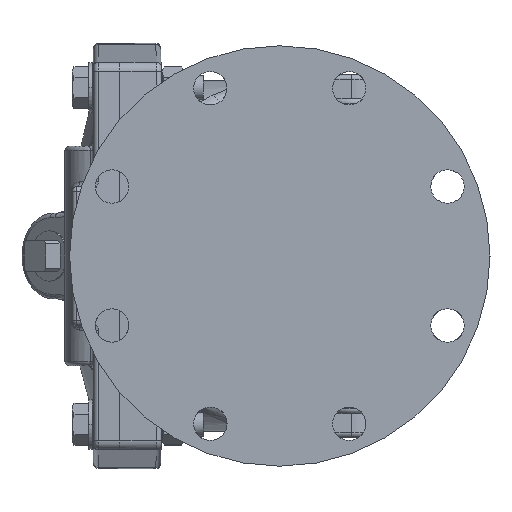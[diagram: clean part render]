
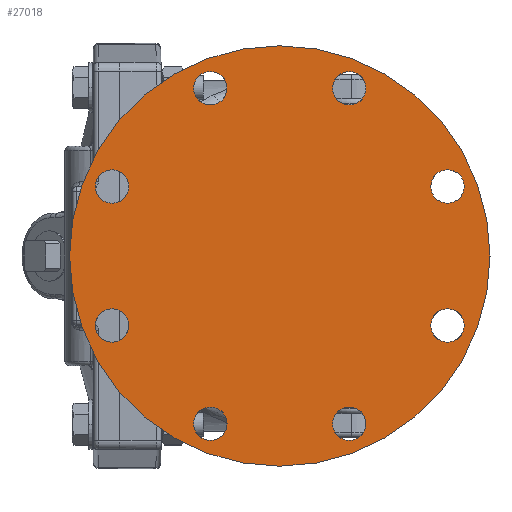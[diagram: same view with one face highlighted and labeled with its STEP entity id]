
A CAD part, left-side view. The second image highlights one B-rep face of the part: STEP entity #27018.
In plain terms, the highlighted planar face has unit normal (-1, 0, 0).
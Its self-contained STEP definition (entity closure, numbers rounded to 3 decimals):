
#1332=CARTESIAN_POINT('',(-7.,1.818,-4.388));
#1333=DIRECTION('',(-1.,0.,0.));
#1334=DIRECTION('',(0.,0.,1.));
#1335=AXIS2_PLACEMENT_3D('',#1332,#1333,#1334);
#1337=CARTESIAN_POINT('',(-7.,1.818,-4.388));
#1338=DIRECTION('',(-1.,0.,0.));
#1339=DIRECTION('',(0.,0.,-1.));
#1340=AXIS2_PLACEMENT_3D('',#1337,#1338,#1339);
#1342=CARTESIAN_POINT('',(-7.,-1.818,-4.388));
#1343=DIRECTION('',(-1.,0.,0.));
#1344=DIRECTION('',(0.,0.707,0.707));
#1345=AXIS2_PLACEMENT_3D('',#1342,#1343,#1344);
#1347=CARTESIAN_POINT('',(-7.,-1.818,-4.388));
#1348=DIRECTION('',(-1.,0.,0.));
#1349=DIRECTION('',(0.,-0.707,-0.707));
#1350=AXIS2_PLACEMENT_3D('',#1347,#1348,#1349);
#1352=CARTESIAN_POINT('',(-7.,-4.388,-1.818));
#1353=DIRECTION('',(-1.,0.,0.));
#1354=DIRECTION('',(0.,1.,0.));
#1355=AXIS2_PLACEMENT_3D('',#1352,#1353,#1354);
#1357=CARTESIAN_POINT('',(-7.,-4.388,-1.818));
#1358=DIRECTION('',(-1.,0.,0.));
#1359=DIRECTION('',(0.,-1.,0.));
#1360=AXIS2_PLACEMENT_3D('',#1357,#1358,#1359);
#1362=CARTESIAN_POINT('',(-7.,-4.388,1.818));
#1363=DIRECTION('',(-1.,0.,0.));
#1364=DIRECTION('',(0.,0.707,-0.707));
#1365=AXIS2_PLACEMENT_3D('',#1362,#1363,#1364);
#1367=CARTESIAN_POINT('',(-7.,-4.388,1.818));
#1368=DIRECTION('',(-1.,0.,0.));
#1369=DIRECTION('',(0.,-0.707,0.707));
#1370=AXIS2_PLACEMENT_3D('',#1367,#1368,#1369);
#1372=CARTESIAN_POINT('',(-7.,-1.818,4.388));
#1373=DIRECTION('',(-1.,0.,0.));
#1374=DIRECTION('',(0.,0.,-1.));
#1375=AXIS2_PLACEMENT_3D('',#1372,#1373,#1374);
#1377=CARTESIAN_POINT('',(-7.,-1.818,4.388));
#1378=DIRECTION('',(-1.,0.,0.));
#1379=DIRECTION('',(0.,0.,1.));
#1380=AXIS2_PLACEMENT_3D('',#1377,#1378,#1379);
#1382=CARTESIAN_POINT('',(-7.,1.818,4.388));
#1383=DIRECTION('',(-1.,0.,0.));
#1384=DIRECTION('',(0.,-0.707,-0.707));
#1385=AXIS2_PLACEMENT_3D('',#1382,#1383,#1384);
#1387=CARTESIAN_POINT('',(-7.,1.818,4.388));
#1388=DIRECTION('',(-1.,0.,0.));
#1389=DIRECTION('',(0.,0.707,0.707));
#1390=AXIS2_PLACEMENT_3D('',#1387,#1388,#1389);
#1392=CARTESIAN_POINT('',(-7.,4.388,1.818));
#1393=DIRECTION('',(-1.,0.,0.));
#1394=DIRECTION('',(0.,-1.,0.));
#1395=AXIS2_PLACEMENT_3D('',#1392,#1393,#1394);
#1397=CARTESIAN_POINT('',(-7.,4.388,1.818));
#1398=DIRECTION('',(-1.,0.,0.));
#1399=DIRECTION('',(0.,1.,0.));
#1400=AXIS2_PLACEMENT_3D('',#1397,#1398,#1399);
#1402=CARTESIAN_POINT('',(-7.,4.388,-1.818));
#1403=DIRECTION('',(-1.,0.,0.));
#1404=DIRECTION('',(0.,-0.707,0.707));
#1405=AXIS2_PLACEMENT_3D('',#1402,#1403,#1404);
#1407=CARTESIAN_POINT('',(-7.,4.388,-1.818));
#1408=DIRECTION('',(-1.,0.,0.));
#1409=DIRECTION('',(0.,0.707,-0.707));
#1410=AXIS2_PLACEMENT_3D('',#1407,#1408,#1409);
#1412=CARTESIAN_POINT('',(-7.,0.,0.));
#1413=DIRECTION('',(1.,0.,0.));
#1414=DIRECTION('',(0.,1.,0.));
#1415=AXIS2_PLACEMENT_3D('',#1412,#1413,#1414);
#1422=CARTESIAN_POINT('',(-7.,0.,0.));
#1423=DIRECTION('',(1.,0.,0.));
#1424=DIRECTION('',(0.,-1.,0.));
#1425=AXIS2_PLACEMENT_3D('',#1422,#1423,#1424);
#25665=CARTESIAN_POINT('',(-7.,5.5,0.));
#25666=CARTESIAN_POINT('',(-7.,-5.5,0.));
#25667=VERTEX_POINT('',#25665);
#25668=VERTEX_POINT('',#25666);
#26847=CARTESIAN_POINT('',(-7.,1.818,-3.951));
#26848=CARTESIAN_POINT('',(-7.,1.818,-4.826));
#26849=VERTEX_POINT('',#26847);
#26850=VERTEX_POINT('',#26848);
#26853=CARTESIAN_POINT('',(-7.,-1.508,-4.079));
#26854=CARTESIAN_POINT('',(-7.,-2.127,-4.698));
#26855=VERTEX_POINT('',#26853);
#26856=VERTEX_POINT('',#26854);
#26859=CARTESIAN_POINT('',(-7.,-3.951,-1.818));
#26860=CARTESIAN_POINT('',(-7.,-4.826,-1.818));
#26861=VERTEX_POINT('',#26859);
#26862=VERTEX_POINT('',#26860);
#26865=CARTESIAN_POINT('',(-7.,-4.079,1.508));
#26866=CARTESIAN_POINT('',(-7.,-4.698,2.127));
#26867=VERTEX_POINT('',#26865);
#26868=VERTEX_POINT('',#26866);
#26871=CARTESIAN_POINT('',(-7.,-1.818,3.951));
#26872=CARTESIAN_POINT('',(-7.,-1.818,4.826));
#26873=VERTEX_POINT('',#26871);
#26874=VERTEX_POINT('',#26872);
#26877=CARTESIAN_POINT('',(-7.,1.508,4.079));
#26878=CARTESIAN_POINT('',(-7.,2.127,4.698));
#26879=VERTEX_POINT('',#26877);
#26880=VERTEX_POINT('',#26878);
#26883=CARTESIAN_POINT('',(-7.,3.951,1.818));
#26884=CARTESIAN_POINT('',(-7.,4.826,1.818));
#26885=VERTEX_POINT('',#26883);
#26886=VERTEX_POINT('',#26884);
#26889=CARTESIAN_POINT('',(-7.,4.079,-1.508));
#26890=CARTESIAN_POINT('',(-7.,4.698,-2.127));
#26891=VERTEX_POINT('',#26889);
#26892=VERTEX_POINT('',#26890);
#26959=CARTESIAN_POINT('',(-7.,-5.5,-6.375));
#26960=DIRECTION('',(1.,0.,0.));
#26961=DIRECTION('',(0.,1.,0.));
#26962=AXIS2_PLACEMENT_3D('',#26959,#26960,#26961);
#26963=PLANE('',#26962);
#26965=ORIENTED_EDGE('',*,*,#26964,.T.);
#26967=ORIENTED_EDGE('',*,*,#26966,.T.);
#26968=EDGE_LOOP('',(#26965,#26967));
#26969=FACE_OUTER_BOUND('',#26968,.F.);
#26971=ORIENTED_EDGE('',*,*,#26970,.T.);
#26973=ORIENTED_EDGE('',*,*,#26972,.T.);
#26974=EDGE_LOOP('',(#26971,#26973));
#26975=FACE_BOUND('',#26974,.F.);
#26977=ORIENTED_EDGE('',*,*,#26976,.T.);
#26979=ORIENTED_EDGE('',*,*,#26978,.T.);
#26980=EDGE_LOOP('',(#26977,#26979));
#26981=FACE_BOUND('',#26980,.F.);
#26983=ORIENTED_EDGE('',*,*,#26982,.T.);
#26985=ORIENTED_EDGE('',*,*,#26984,.T.);
#26986=EDGE_LOOP('',(#26983,#26985));
#26987=FACE_BOUND('',#26986,.F.);
#26989=ORIENTED_EDGE('',*,*,#26988,.T.);
#26991=ORIENTED_EDGE('',*,*,#26990,.T.);
#26992=EDGE_LOOP('',(#26989,#26991));
#26993=FACE_BOUND('',#26992,.F.);
#26995=ORIENTED_EDGE('',*,*,#26994,.T.);
#26997=ORIENTED_EDGE('',*,*,#26996,.T.);
#26998=EDGE_LOOP('',(#26995,#26997));
#26999=FACE_BOUND('',#26998,.F.);
#27001=ORIENTED_EDGE('',*,*,#27000,.T.);
#27003=ORIENTED_EDGE('',*,*,#27002,.T.);
#27004=EDGE_LOOP('',(#27001,#27003));
#27005=FACE_BOUND('',#27004,.F.);
#27007=ORIENTED_EDGE('',*,*,#27006,.T.);
#27009=ORIENTED_EDGE('',*,*,#27008,.T.);
#27010=EDGE_LOOP('',(#27007,#27009));
#27011=FACE_BOUND('',#27010,.F.);
#27013=ORIENTED_EDGE('',*,*,#27012,.T.);
#27015=ORIENTED_EDGE('',*,*,#27014,.T.);
#27016=EDGE_LOOP('',(#27013,#27015));
#27017=FACE_BOUND('',#27016,.F.);
#1336=CIRCLE('',#1335,0.438);
#1341=CIRCLE('',#1340,0.438);
#1346=CIRCLE('',#1345,0.438);
#1351=CIRCLE('',#1350,0.438);
#1356=CIRCLE('',#1355,0.438);
#1361=CIRCLE('',#1360,0.438);
#1366=CIRCLE('',#1365,0.438);
#1371=CIRCLE('',#1370,0.438);
#1376=CIRCLE('',#1375,0.438);
#1381=CIRCLE('',#1380,0.438);
#1386=CIRCLE('',#1385,0.438);
#1391=CIRCLE('',#1390,0.438);
#1396=CIRCLE('',#1395,0.438);
#1401=CIRCLE('',#1400,0.438);
#1406=CIRCLE('',#1405,0.438);
#1411=CIRCLE('',#1410,0.438);
#1416=CIRCLE('',#1415,5.5);
#1426=CIRCLE('',#1425,5.5);
#26964=EDGE_CURVE('',#25667,#25668,#1416,.T.);
#26966=EDGE_CURVE('',#25668,#25667,#1426,.T.);
#26970=EDGE_CURVE('',#26849,#26850,#1336,.T.);
#26972=EDGE_CURVE('',#26850,#26849,#1341,.T.);
#26976=EDGE_CURVE('',#26855,#26856,#1346,.T.);
#26978=EDGE_CURVE('',#26856,#26855,#1351,.T.);
#26982=EDGE_CURVE('',#26861,#26862,#1356,.T.);
#26984=EDGE_CURVE('',#26862,#26861,#1361,.T.);
#26988=EDGE_CURVE('',#26867,#26868,#1366,.T.);
#26990=EDGE_CURVE('',#26868,#26867,#1371,.T.);
#26994=EDGE_CURVE('',#26873,#26874,#1376,.T.);
#26996=EDGE_CURVE('',#26874,#26873,#1381,.T.);
#27000=EDGE_CURVE('',#26879,#26880,#1386,.T.);
#27002=EDGE_CURVE('',#26880,#26879,#1391,.T.);
#27006=EDGE_CURVE('',#26885,#26886,#1396,.T.);
#27008=EDGE_CURVE('',#26886,#26885,#1401,.T.);
#27012=EDGE_CURVE('',#26891,#26892,#1406,.T.);
#27014=EDGE_CURVE('',#26892,#26891,#1411,.T.);
#27018=ADVANCED_FACE('',(#26969,#26975,#26981,#26987,#26993,#26999,#27005,
#27011,#27017),#26963,.F.);
